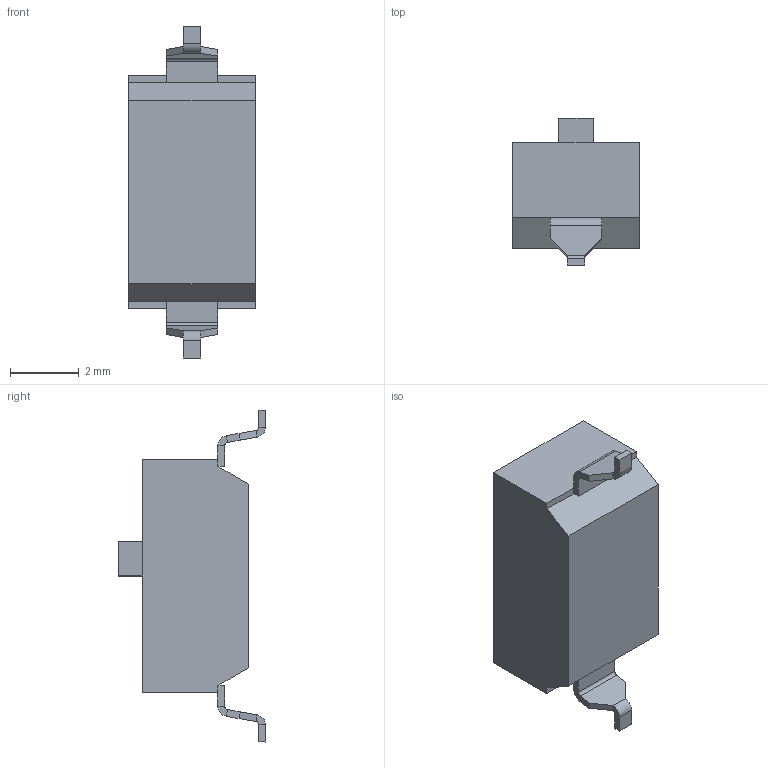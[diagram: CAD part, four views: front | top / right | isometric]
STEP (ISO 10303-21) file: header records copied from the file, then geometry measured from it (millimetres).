
FILE_DESCRIPTION (( 'STEP AP214' ), '1' );
FILE_NAME ('KLS7-KL-01.STEP', '2024-01-31T12:42:15', ( '' ), ( '' ), 'SwSTEP 2.0', 'SolidWorks 2023', '' );
FILE_SCHEMA (( 'AUTOMOTIVE_DESIGN' ));
Length unit declared in the file: millimetre
Products named in the file (1): KLS7-KL-01
Bounding box: 3.7 x 4.3 x 9.69 mm (x, y, z)
Volume: 75.3 mm3; surface area: 134.4 mm2
Topology: 3 solids, 3 shells, 77 faces, 176 edges, 106 vertices
Faces by surface type: plane 69, cylinder 8
Entity records: 2982 total; most frequent: CARTESIAN_POINT 360, ORIENTED_EDGE 352, DIRECTION 348, EDGE_CURVE 176, LINE 160, VECTOR 160, VERTEX_POINT 106, AXIS2_PLACEMENT_3D 94
